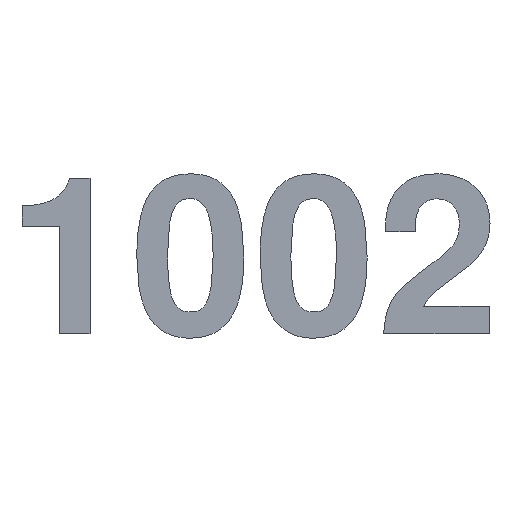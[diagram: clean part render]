
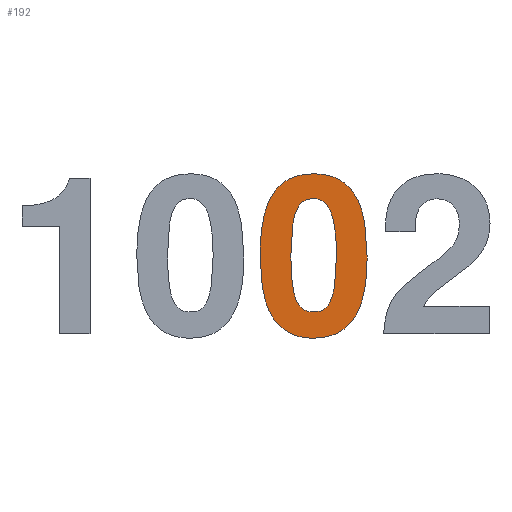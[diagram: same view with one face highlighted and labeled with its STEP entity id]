
A CAD part, top view. The second image highlights one B-rep face of the part: STEP entity #192.
In plain terms, the highlighted planar face has unit normal (0, 0, 1).
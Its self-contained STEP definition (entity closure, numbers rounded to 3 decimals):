
#12=FACE_BOUND('',#41,.T.);
#21=B_SPLINE_CURVE_WITH_KNOTS('',3,(#315,#316,#317,#318),.UNSPECIFIED.,
 .F.,.F.,(4,4),(0.,1.),.UNSPECIFIED.);
#22=B_SPLINE_CURVE_WITH_KNOTS('',3,(#320,#321,#322,#323),.UNSPECIFIED.,
 .F.,.F.,(4,4),(0.,1.),.UNSPECIFIED.);
#23=B_SPLINE_CURVE_WITH_KNOTS('',3,(#325,#326,#327,#328),.UNSPECIFIED.,
 .F.,.F.,(4,4),(0.,1.),.UNSPECIFIED.);
#24=B_SPLINE_CURVE_WITH_KNOTS('',3,(#329,#330,#331,#332),.UNSPECIFIED.,
 .F.,.F.,(4,4),(0.,1.),.UNSPECIFIED.);
#25=B_SPLINE_CURVE_WITH_KNOTS('',3,(#335,#336,#337,#338),.UNSPECIFIED.,
 .F.,.F.,(4,4),(0.,1.),.UNSPECIFIED.);
#26=B_SPLINE_CURVE_WITH_KNOTS('',3,(#340,#341,#342,#343),.UNSPECIFIED.,
 .F.,.F.,(4,4),(0.,1.),.UNSPECIFIED.);
#27=B_SPLINE_CURVE_WITH_KNOTS('',3,(#345,#346,#347,#348),.UNSPECIFIED.,
 .F.,.F.,(4,4),(0.,1.),.UNSPECIFIED.);
#28=B_SPLINE_CURVE_WITH_KNOTS('',3,(#349,#350,#351,#352),.UNSPECIFIED.,
 .F.,.F.,(4,4),(0.,1.),.UNSPECIFIED.);
#35=FACE_OUTER_BOUND('',#40,.T.);
#40=EDGE_LOOP('',(#157,#158,#159,#160));
#41=EDGE_LOOP('',(#161,#162,#163,#164));
#85=VERTEX_POINT('',#313);
#86=VERTEX_POINT('',#314);
#87=VERTEX_POINT('',#319);
#88=VERTEX_POINT('',#324);
#89=VERTEX_POINT('',#333);
#90=VERTEX_POINT('',#334);
#91=VERTEX_POINT('',#339);
#92=VERTEX_POINT('',#344);
#121=EDGE_CURVE('',#85,#86,#21,.T.);
#122=EDGE_CURVE('',#86,#87,#22,.T.);
#123=EDGE_CURVE('',#87,#88,#23,.T.);
#124=EDGE_CURVE('',#88,#85,#24,.T.);
#125=EDGE_CURVE('',#89,#90,#25,.T.);
#126=EDGE_CURVE('',#90,#91,#26,.T.);
#127=EDGE_CURVE('',#91,#92,#27,.T.);
#128=EDGE_CURVE('',#92,#89,#28,.T.);
#157=ORIENTED_EDGE('',*,*,#121,.T.);
#158=ORIENTED_EDGE('',*,*,#122,.T.);
#159=ORIENTED_EDGE('',*,*,#123,.T.);
#160=ORIENTED_EDGE('',*,*,#124,.T.);
#161=ORIENTED_EDGE('',*,*,#125,.T.);
#162=ORIENTED_EDGE('',*,*,#126,.T.);
#163=ORIENTED_EDGE('',*,*,#127,.T.);
#164=ORIENTED_EDGE('',*,*,#128,.T.);
#180=PLANE('',#218);
#192=ADVANCED_FACE('',(#35,#12),#180,.F.);
#218=AXIS2_PLACEMENT_3D('',#312,#238,#239);
#238=DIRECTION('center_axis',(0.,0.,-1.));
#239=DIRECTION('ref_axis',(-1.,0.,0.));
#312=CARTESIAN_POINT('Origin',(0.143,0.008,0.6));
#313=CARTESIAN_POINT('',(0.143,-0.18,0.6));
#314=CARTESIAN_POINT('',(0.265,0.006,0.6));
#315=CARTESIAN_POINT('Ctrl Pts',(0.143,-0.18,0.6));
#316=CARTESIAN_POINT('Ctrl Pts',(0.242,-0.18,0.6));
#317=CARTESIAN_POINT('Ctrl Pts',(0.265,-0.095,0.6));
#318=CARTESIAN_POINT('Ctrl Pts',(0.265,0.006,0.6));
#319=CARTESIAN_POINT('',(0.143,0.197,0.6));
#320=CARTESIAN_POINT('Ctrl Pts',(0.265,0.006,0.6));
#321=CARTESIAN_POINT('Ctrl Pts',(0.265,0.119,0.6));
#322=CARTESIAN_POINT('Ctrl Pts',(0.239,0.197,0.6));
#323=CARTESIAN_POINT('Ctrl Pts',(0.143,0.197,0.6));
#324=CARTESIAN_POINT('',(0.02,0.008,0.6));
#325=CARTESIAN_POINT('Ctrl Pts',(0.143,0.197,0.6));
#326=CARTESIAN_POINT('Ctrl Pts',(0.048,0.197,0.6));
#327=CARTESIAN_POINT('Ctrl Pts',(0.02,0.121,0.6));
#328=CARTESIAN_POINT('Ctrl Pts',(0.02,0.008,0.6));
#329=CARTESIAN_POINT('Ctrl Pts',(0.02,0.008,0.6));
#330=CARTESIAN_POINT('Ctrl Pts',(0.02,-0.097,0.6));
#331=CARTESIAN_POINT('Ctrl Pts',(0.045,-0.18,0.6));
#332=CARTESIAN_POINT('Ctrl Pts',(0.143,-0.18,0.6));
#333=CARTESIAN_POINT('',(0.195,0.007,0.6));
#334=CARTESIAN_POINT('',(0.143,-0.12,0.6));
#335=CARTESIAN_POINT('Ctrl Pts',(0.195,0.007,0.6));
#336=CARTESIAN_POINT('Ctrl Pts',(0.195,-0.099,0.6));
#337=CARTESIAN_POINT('Ctrl Pts',(0.174,-0.12,0.6));
#338=CARTESIAN_POINT('Ctrl Pts',(0.143,-0.12,0.6));
#339=CARTESIAN_POINT('',(0.09,0.008,0.6));
#340=CARTESIAN_POINT('Ctrl Pts',(0.143,-0.12,0.6));
#341=CARTESIAN_POINT('Ctrl Pts',(0.11,-0.12,0.6));
#342=CARTESIAN_POINT('Ctrl Pts',(0.09,-0.098,0.6));
#343=CARTESIAN_POINT('Ctrl Pts',(0.09,0.008,0.6));
#344=CARTESIAN_POINT('',(0.143,0.14,0.6));
#345=CARTESIAN_POINT('Ctrl Pts',(0.09,0.008,0.6));
#346=CARTESIAN_POINT('Ctrl Pts',(0.09,0.11,0.6));
#347=CARTESIAN_POINT('Ctrl Pts',(0.106,0.14,0.6));
#348=CARTESIAN_POINT('Ctrl Pts',(0.143,0.14,0.6));
#349=CARTESIAN_POINT('Ctrl Pts',(0.143,0.14,0.6));
#350=CARTESIAN_POINT('Ctrl Pts',(0.175,0.14,0.6));
#351=CARTESIAN_POINT('Ctrl Pts',(0.195,0.11,0.6));
#352=CARTESIAN_POINT('Ctrl Pts',(0.195,0.007,0.6));
